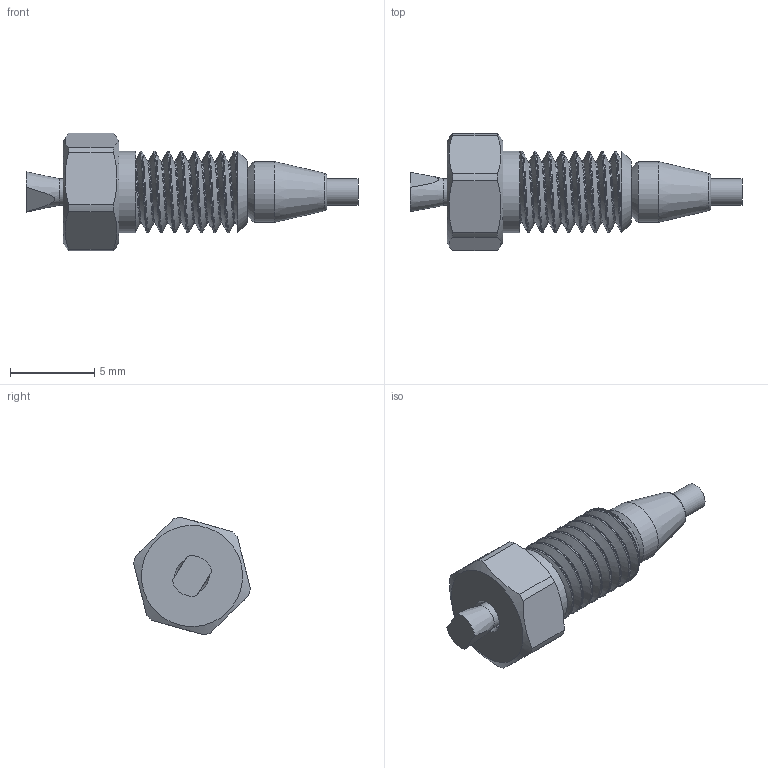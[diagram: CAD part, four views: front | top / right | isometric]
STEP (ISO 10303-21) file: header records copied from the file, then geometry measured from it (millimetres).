
FILE_DESCRIPTION((''),'2;1');
FILE_NAME('305035-ZP1 Plug.stp','2013-08-22T11:16:44',('Franzp'),(''),'Autodesk Inventor 2013','Autodesk Inventor 2013','');
FILE_SCHEMA(('AUTOMOTIVE_DESIGN { 1 0 10303 214 1 1 1 1 }'));
Length unit declared in the file: millimetre
Products named in the file (4): 305035; 311900; 310159; 310102
Assembly tree (3 placements, depth 2):
  305035
    311900
    310159
    310102
Bounding box: 19.68 x 6.94 x 6.97 mm (x, y, z)
Volume: 266.7 mm3; surface area: 700.8 mm2
Topology: 4 solids, 4 shells, 48 faces, 108 edges, 71 vertices
Faces by surface type: plane 19, cylinder 14, cone 8, bspline 6, torus 1
Full cylindrical faces by diameter (mm): 1.575 x1, 1.651 x1, 1.727 x1, 3.6 x1, 3.649 x2, 4.826 x1
Entity records: 4236 total; most frequent: CARTESIAN_POINT 3201, DIRECTION 190, ORIENTED_EDGE 172, AXIS2_PLACEMENT_3D 88, EDGE_CURVE 86, EDGE_LOOP 73, VERTEX_POINT 65, FACE_OUTER_BOUND 48
